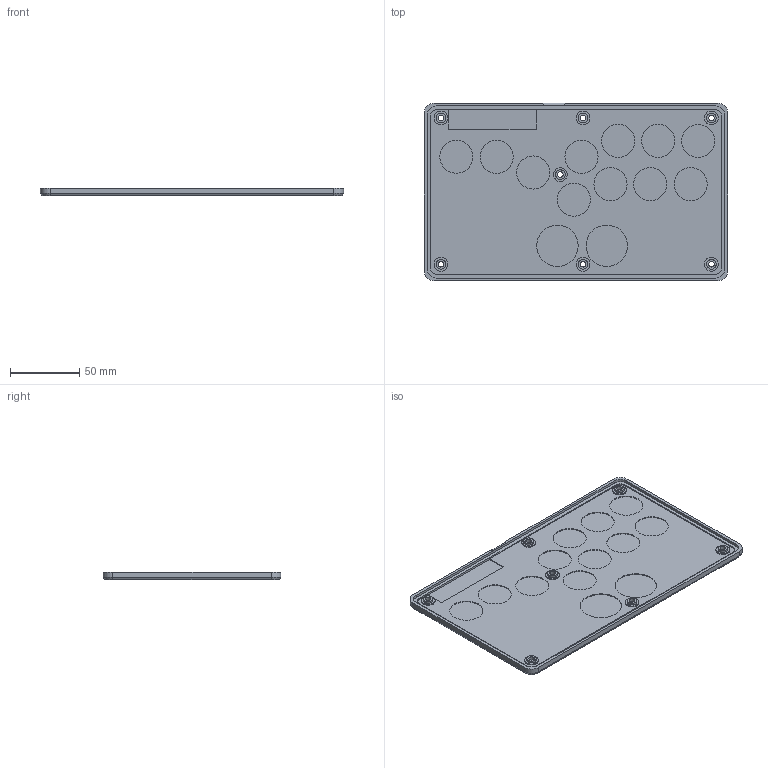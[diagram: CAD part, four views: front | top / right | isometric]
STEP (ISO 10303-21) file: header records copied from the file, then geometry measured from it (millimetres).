
FILE_DESCRIPTION(/* description */ (''),/* implementation_level */ '2;1');
FILE_NAME(/* name */ 'BOTTOM.step',/* time_stamp */ '2024-01-10T10:22:53-05:00',/* author */ (''),/* organization */ (''),/* preprocessor_version */ 'ST-DEVELOPER v20',/* originating_system */ 'Autodesk Translation Framework v12.14.0.127',/* authorisation */ '');
FILE_SCHEMA (('AUTOMOTIVE_DESIGN { 1 0 10303 214 3 1 1 }'));
Length unit declared in the file: millimetre
Products named in the file (1): KolbeBox USB Passthrough
Bounding box: 219.77 x 128.74 x 5.7 mm (x, y, z)
Volume: 84811 mm3; surface area: 62931.5 mm2
Topology: 1 solids, 1 shells, 111 faces, 225 edges, 145 vertices
Faces by surface type: plane 54, cylinder 46, cone 11
Full cylindrical faces by diameter (mm): 4 x7, 7 x7, 10 x7, 24 x11, 30 x2
Entity records: 2986 total; most frequent: DIRECTION 552, CARTESIAN_POINT 482, ORIENTED_EDGE 450, EDGE_CURVE 225, AXIS2_PLACEMENT_3D 215, EDGE_LOOP 154, VERTEX_POINT 145, LINE 122
